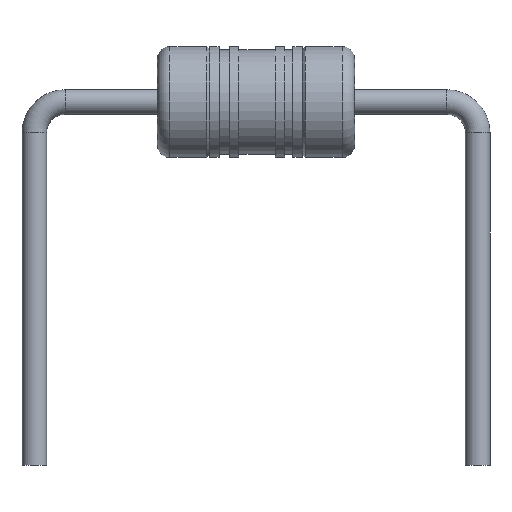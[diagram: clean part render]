
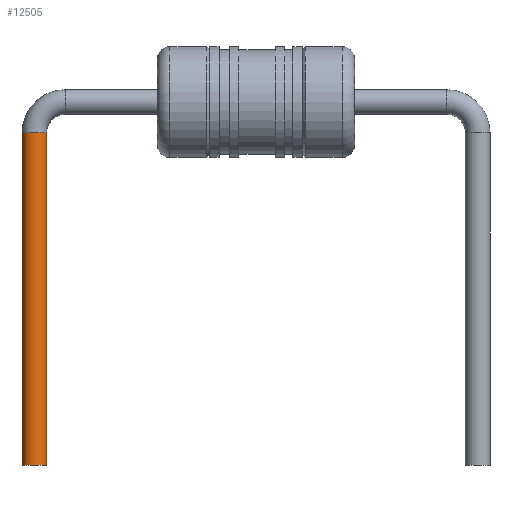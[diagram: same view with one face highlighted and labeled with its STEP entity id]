
A CAD part, front view. The second image highlights one B-rep face of the part: STEP entity #12505.
In plain terms, the highlighted cylindrical face has radius 0.2 mm (diameter 0.4 mm), a partial arc.
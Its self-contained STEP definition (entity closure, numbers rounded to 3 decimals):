
#212 = CARTESIAN_POINT ( 'NONE',  ( -3.4, 0., -5.9 ) ) ;
#475 = CIRCLE ( 'NONE', #3212, 0.2 ) ;
#494 = VECTOR ( 'NONE', #9811, 1000. ) ;
#946 = CARTESIAN_POINT ( 'NONE',  ( -3.4, 0., -0.5 ) ) ;
#1442 = CARTESIAN_POINT ( 'NONE',  ( -3.6, 0., -0.5 ) ) ;
#1604 = CIRCLE ( 'NONE', #8941, 0.2 ) ;
#2596 = FACE_OUTER_BOUND ( 'NONE', #3600, .T. ) ;
#2696 = DIRECTION ( 'NONE',  ( 0., 0., -1. ) ) ;
#2715 = DIRECTION ( 'NONE',  ( 1., 0., 0. ) ) ;
#3058 = VERTEX_POINT ( 'NONE', #212 ) ;
#3212 = AXIS2_PLACEMENT_3D ( 'NONE', #1442, #5452, #9584 ) ;
#3373 = CARTESIAN_POINT ( 'NONE',  ( -3.4, 0., -0.5 ) ) ;
#3600 = EDGE_LOOP ( 'NONE', ( #9669, #8447, #10303, #9352 ) ) ;
#3720 = CARTESIAN_POINT ( 'NONE',  ( -3.6, 0., -5.9 ) ) ;
#4263 = EDGE_CURVE ( 'NONE', #5238, #8229, #475, .T. ) ;
#5238 = VERTEX_POINT ( 'NONE', #7942 ) ;
#5452 = DIRECTION ( 'NONE',  ( 0., 0., 1. ) ) ;
#5513 = EDGE_CURVE ( 'NONE', #8229, #3058, #11847, .T. ) ;
#6673 = CARTESIAN_POINT ( 'NONE',  ( -3.6, 0., -0.5 ) ) ;
#7403 = VECTOR ( 'NONE', #2696, 1000. ) ;
#7554 = EDGE_CURVE ( 'NONE', #5238, #8175, #11561, .T. ) ;
#7562 = CARTESIAN_POINT ( 'NONE',  ( -3.8, 0., -0.5 ) ) ;
#7942 = CARTESIAN_POINT ( 'NONE',  ( -3.8, 0., -0.5 ) ) ;
#8175 = VERTEX_POINT ( 'NONE', #12100 ) ;
#8229 = VERTEX_POINT ( 'NONE', #3373 ) ;
#8447 = ORIENTED_EDGE ( 'NONE', *, *, #4263, .F. ) ;
#8937 = DIRECTION ( 'NONE',  ( 0., 0., -1. ) ) ;
#8941 = AXIS2_PLACEMENT_3D ( 'NONE', #3720, #11718, #2715 ) ;
#9352 = ORIENTED_EDGE ( 'NONE', *, *, #11040, .T. ) ;
#9584 = DIRECTION ( 'NONE',  ( 1., 0., 0. ) ) ;
#9669 = ORIENTED_EDGE ( 'NONE', *, *, #5513, .F. ) ;
#9811 = DIRECTION ( 'NONE',  ( 0., 0., -1. ) ) ;
#10303 = ORIENTED_EDGE ( 'NONE', *, *, #7554, .T. ) ;
#11040 = EDGE_CURVE ( 'NONE', #8175, #3058, #1604, .T. ) ;
#11561 = LINE ( 'NONE', #7562, #7403 ) ;
#11591 = CYLINDRICAL_SURFACE ( 'NONE', #12618, 0.2 ) ;
#11718 = DIRECTION ( 'NONE',  ( 0., 0., 1. ) ) ;
#11847 = LINE ( 'NONE', #946, #494 ) ;
#11962 = DIRECTION ( 'NONE',  ( -1., 0., 0. ) ) ;
#12100 = CARTESIAN_POINT ( 'NONE',  ( -3.8, 0., -5.9 ) ) ;
#12505 = ADVANCED_FACE ( 'NONE', ( #2596 ), #11591, .T. ) ;
#12618 = AXIS2_PLACEMENT_3D ( 'NONE', #6673, #8937, #11962 ) ;
